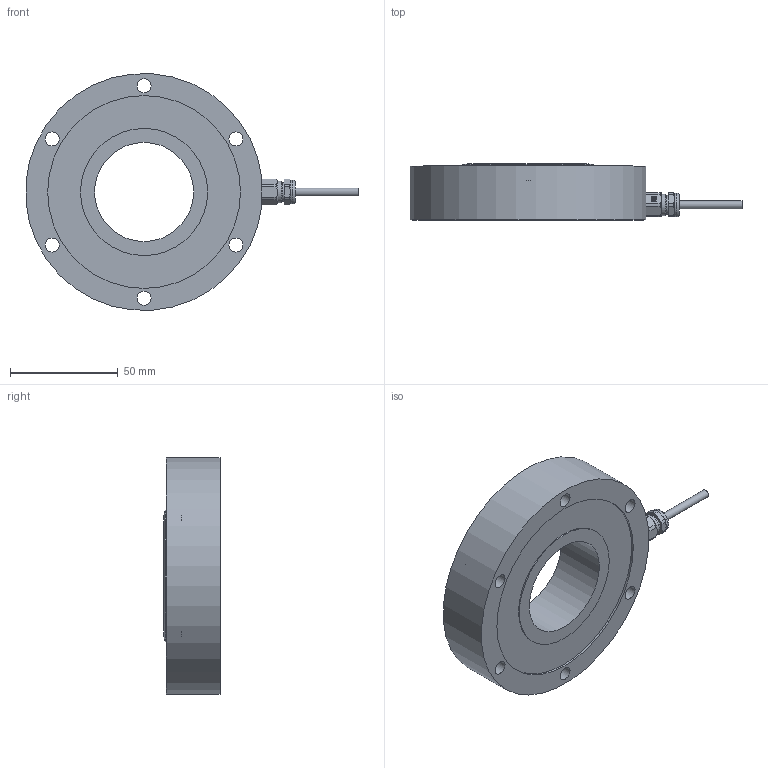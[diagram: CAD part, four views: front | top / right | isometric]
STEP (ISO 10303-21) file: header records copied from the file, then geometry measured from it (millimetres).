
FILE_DESCRIPTION (( 'STEP AP203' ), '1' );
FILE_NAME ('a_RKS01D-10k...50k-T.STEP', '2024-10-29T12:48:29', ( '' ), ( '' ), 'SwSTEP 2.0', 'SolidWorks 2023', '' );
FILE_SCHEMA (( 'CONFIG_CONTROL_DESIGN' ));
Length unit declared in the file: millimetre
Products named in the file (4): X02162Z1 SKINDICHT® MINI M 8x1      Art_ Nr_ 52001880(F=3_5); a_RKS01D-10k...50k-T_für Angebotszeichnung; Kabel Durchm 3,7; a_RKS01D-10k...50k-T
Assembly tree (3 placements, depth 2):
  a_RKS01D-10k...50k-T
    a_RKS01D-10k...50k-T_für Angebotszeichnung
    X02162Z1 SKINDICHT® MINI M 8x1      Art_ Nr_ 52001880(F=3_5)
    Kabel Durchm 3,7
Bounding box: 154.09 x 26 x 109.73 mm (x, y, z)
Volume: 182479.7 mm3; surface area: 33945.2 mm2
Topology: 3 solids, 4 shells, 119 faces, 269 edges, 171 vertices
Faces by surface type: plane 48, cylinder 48, cone 20, torus 3
Full cylindrical faces by diameter (mm): 3.5 x1, 3.7 x1, 6.5 x6, 6.773 x1, 6.8 x1, 8 x1, 8.773 x1, 10 x1, 10.5 x6, 11 x1, 46 x1, 59 x1, 61 x1, 85 x1, 89.5 x1
Entity records: 3664 total; most frequent: CARTESIAN_POINT 649, DIRECTION 572, ORIENTED_EDGE 462, AXIS2_PLACEMENT_3D 240, EDGE_CURVE 231, EDGE_LOOP 186, VERTEX_POINT 169, FACE_OUTER_BOUND 147
